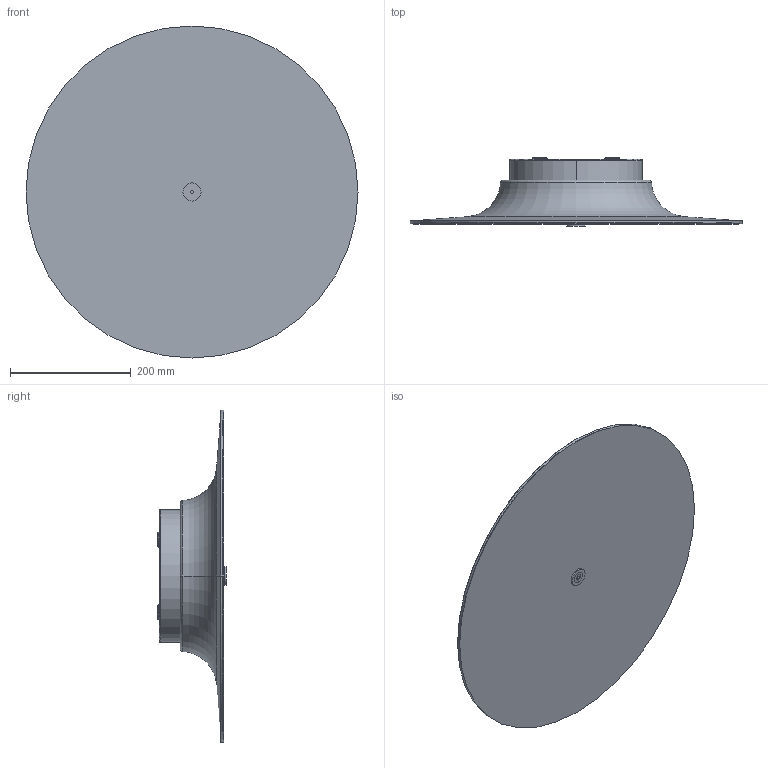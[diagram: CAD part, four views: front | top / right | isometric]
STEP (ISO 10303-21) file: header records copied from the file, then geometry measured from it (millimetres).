
FILE_DESCRIPTION (( 'STEP AP203' ), '1' );
FILE_NAME ('cini&nils-Fludd-plafone-3d.STEP', '2021-03-01T13:43:00', ( '' ), ( '' ), 'SwSTEP 2.0', 'SolidWorks 2020', '' );
FILE_SCHEMA (( 'CONFIG_CONTROL_DESIGN' ));
Length unit declared in the file: millimetre
Products named in the file (7): P167110_TRN_MDS; P167103_VTT_MDS; RAN_D19_H7_F10-4; P167003_RSP_MDS_ASM; cini&nils-Fludd-plafone-3d; P167101_VLC_MDS; P167002_LNT_MDS
Assembly tree (7 placements, depth 3):
  cini&nils-Fludd-plafone-3d
    P167002_LNT_MDS
    P167101_VLC_MDS
    P167103_VTT_MDS
    P167003_RSP_MDS_ASM
      P167110_TRN_MDS
    RAN_D19_H7_F10-4  x2
Bounding box: 550 x 113.25 x 550 mm (x, y, z)
Volume: 2108749.8 mm3; surface area: 1168090.8 mm2
Topology: 6 solids, 6 shells, 289 faces, 726 edges, 464 vertices
Faces by surface type: cylinder 154, cone 52, plane 43, torus 36, sphere 4
Entity records: 9577 total; most frequent: DIRECTION 1750, CARTESIAN_POINT 1451, ORIENTED_EDGE 1416, AXIS2_PLACEMENT_3D 751, EDGE_CURVE 708, CIRCLE 460, VERTEX_POINT 452, EDGE_LOOP 388
